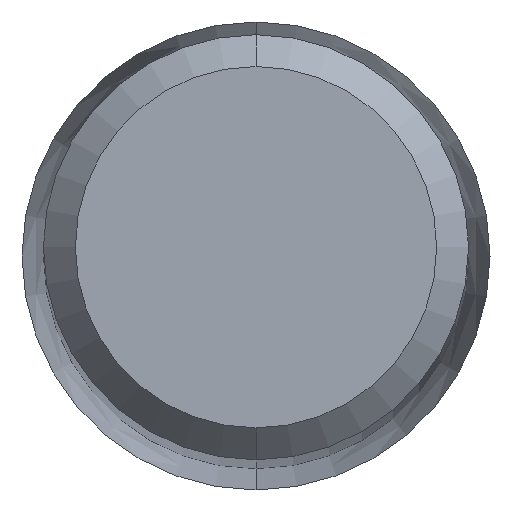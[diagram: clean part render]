
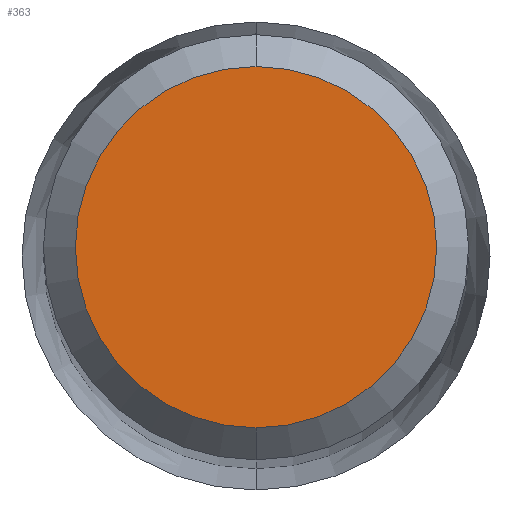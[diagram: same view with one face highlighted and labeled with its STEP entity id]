
A CAD part, top view. The second image highlights one B-rep face of the part: STEP entity #363.
In plain terms, the highlighted planar face has unit normal (0, 0, 1).
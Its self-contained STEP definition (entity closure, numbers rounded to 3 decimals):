
#197=VERTEX_POINT('',#528);
#271=EDGE_CURVE('',#303,#197,#609,.T.);
#303=VERTEX_POINT('',#642);
#363=ADVANCED_FACE('',(#711),#712,.T.);
#399=EDGE_CURVE('',#197,#303,#751,.T.);
#528=CARTESIAN_POINT('',(0.0,1.7,0.0));
#609=CIRCLE('',#1096,1.7);
#642=CARTESIAN_POINT('',(0.,-1.7,0.0));
#711=FACE_OUTER_BOUND('',#1266,.T.);
#712=PLANE('',#1267);
#751=CIRCLE('',#1368,1.7);
#1096=AXIS2_PLACEMENT_3D('',#1630,#1631,#1632);
#1266=EDGE_LOOP('',(#1775,#1776));
#1267=AXIS2_PLACEMENT_3D('',#1777,#1778,#1779);
#1368=AXIS2_PLACEMENT_3D('',#1817,#1818,#1819);
#1630=CARTESIAN_POINT('',(0.0,0.0,0.0));
#1631=DIRECTION('',(0.0,0.0,-1.0));
#1632=DIRECTION('',(0.0,1.0,0.0));
#1775=ORIENTED_EDGE('',*,*,#399,.F.);
#1776=ORIENTED_EDGE('',*,*,#271,.F.);
#1777=CARTESIAN_POINT('',(0.0,0.85,0.0));
#1778=DIRECTION('',(-0.0,0.0,1.0));
#1779=DIRECTION('',(0.0,-1.0,0.0));
#1817=CARTESIAN_POINT('',(0.0,0.0,0.0));
#1818=DIRECTION('',(0.0,0.0,-1.0));
#1819=DIRECTION('',(0.0,1.0,0.0));
